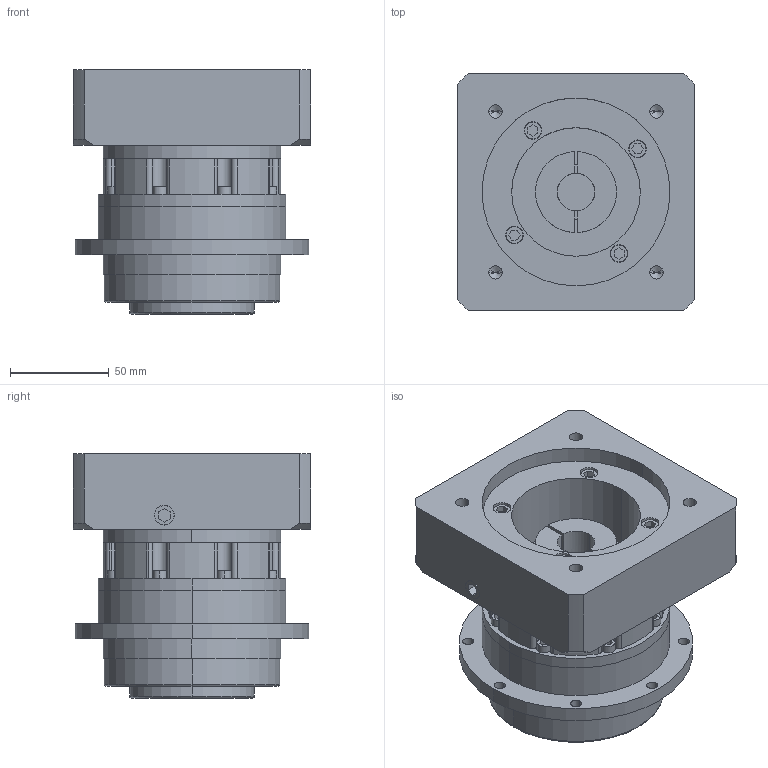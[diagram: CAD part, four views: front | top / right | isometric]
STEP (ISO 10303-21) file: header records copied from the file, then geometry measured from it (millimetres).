
FILE_DESCRIPTION (( 'STEP AP214' ), '1' );
FILE_NAME ('VGH90单级模型-T（19-55 95-5 4-9-115）.STEP', '2018-11-05T08:32:06', ( 'Windows' ), ( 'Microsoft' ), 'SwSTEP 2.0', 'SolidWorks 2016', '' );
FILE_SCHEMA (( 'AUTOMOTIVE_DESIGN' ));
Length unit declared in the file: millimetre
Products named in the file (1): VGH90单级模型-T（19-55 95-5 4-9-115）
Bounding box: 120 x 120 x 123.5 mm (x, y, z)
Volume: 937553 mm3; surface area: 131529.2 mm2
Topology: 3 solids, 3 shells, 340 faces, 834 edges, 534 vertices
Faces by surface type: cylinder 156, plane 150, cone 28, torus 6
Entity records: 10447 total; most frequent: DIRECTION 1820, CARTESIAN_POINT 1709, ORIENTED_EDGE 1620, EDGE_CURVE 810, AXIS2_PLACEMENT_3D 677, VERTEX_POINT 534, LINE 466, VECTOR 466
